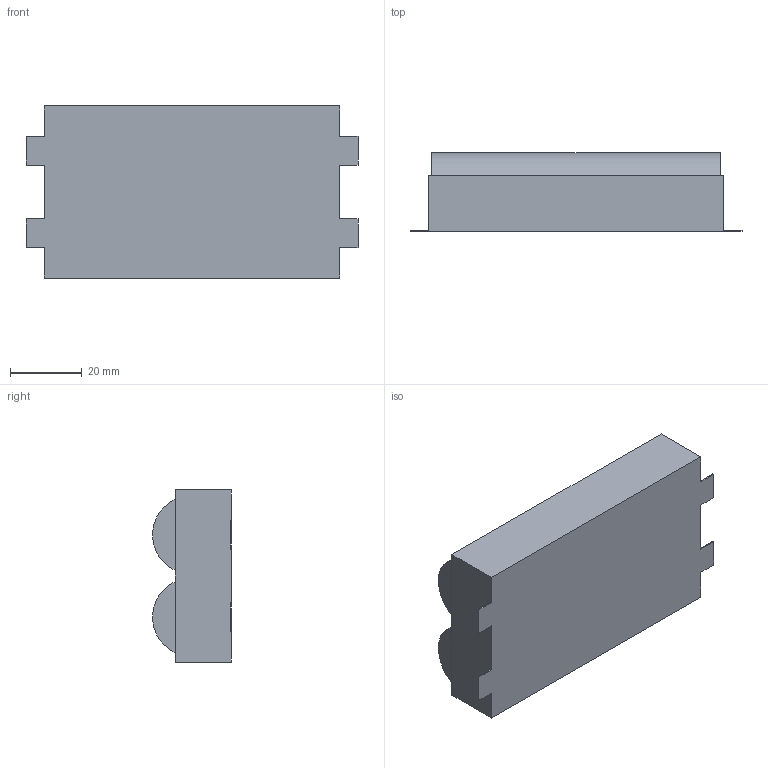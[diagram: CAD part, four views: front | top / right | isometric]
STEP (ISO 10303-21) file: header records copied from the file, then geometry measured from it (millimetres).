
FILE_DESCRIPTION (( 'STEP AP214' ), '1' );
FILE_NAME ('BeiLaMoo_PA21700x2-SMT.step', '2025-01-08T12:48:54+00:00', 'Stefan Hamminga', '', '', '', '');
FILE_SCHEMA (( 'AUTOMOTIVE_DESIGN' ));
Length unit declared in the file: millimetre
Products named in the file (1): BeiLaMoo_PA21700x2-SMT
Bounding box: 92.6 x 21.96 x 48 mm (x, y, z)
Volume: 67981.9 mm3; surface area: 23407.7 mm2
Topology: 1 solids, 1 shells, 43 faces, 112 edges, 72 vertices
Faces by surface type: plane 37, cylinder 6
Entity records: 1611 total; most frequent: CARTESIAN_POINT 228, ORIENTED_EDGE 224, DIRECTION 220, EDGE_CURVE 112, LINE 92, VECTOR 92, VERTEX_POINT 72, AXIS2_PLACEMENT_3D 64
